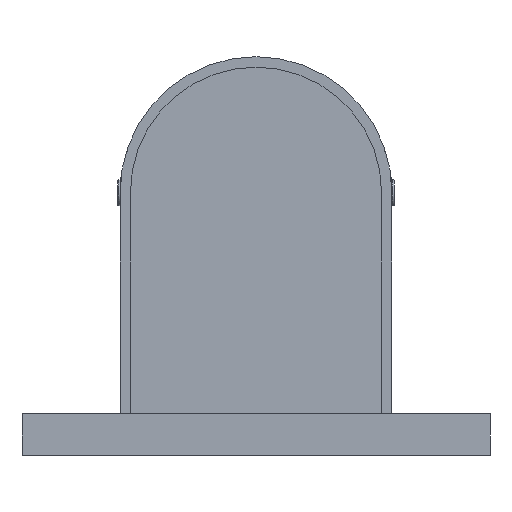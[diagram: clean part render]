
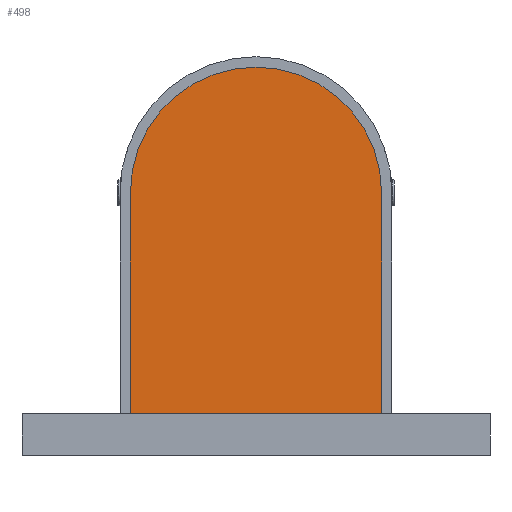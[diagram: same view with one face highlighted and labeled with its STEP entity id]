
A CAD part, front view. The second image highlights one B-rep face of the part: STEP entity #498.
In plain terms, the highlighted planar face has unit normal (0, -1, 0).
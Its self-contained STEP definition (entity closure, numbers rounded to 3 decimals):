
#211 = EDGE_CURVE ( 'NONE', #2064, #2415, #1554, .T. ) ;
#226 = DIRECTION ( 'NONE',  ( 0., -1., 0. ) ) ;
#325 = LINE ( 'NONE', #2416, #2392 ) ;
#390 = DIRECTION ( 'NONE',  ( 0., 0., 1. ) ) ;
#430 = ORIENTED_EDGE ( 'NONE', *, *, #653, .T. ) ;
#445 = DIRECTION ( 'NONE',  ( 0., 0., 1. ) ) ;
#446 = CARTESIAN_POINT ( 'NONE',  ( -24.15, -67.789, 74.65 ) ) ;
#498 = ADVANCED_FACE ( 'NONE', ( #1840 ), #1061, .F. ) ;
#541 = CARTESIAN_POINT ( 'NONE',  ( 24.15, -67.789, 8. ) ) ;
#611 = VERTEX_POINT ( 'NONE', #2129 ) ;
#647 = EDGE_CURVE ( 'NONE', #1859, #838, #1756, .T. ) ;
#653 = EDGE_CURVE ( 'NONE', #2415, #611, #2310, .T. ) ;
#719 = AXIS2_PLACEMENT_3D ( 'NONE', #1495, #2070, #1304 ) ;
#816 = EDGE_CURVE ( 'NONE', #611, #1859, #1257, .T. ) ;
#838 = VERTEX_POINT ( 'NONE', #541 ) ;
#1004 = AXIS2_PLACEMENT_3D ( 'NONE', #2163, #1049, #445 ) ;
#1049 = DIRECTION ( 'NONE',  ( 0., 1., 0. ) ) ;
#1061 = PLANE ( 'NONE',  #1004 ) ;
#1161 = ORIENTED_EDGE ( 'NONE', *, *, #816, .T. ) ;
#1206 = DIRECTION ( 'NONE',  ( 1., 0., 0. ) ) ;
#1257 = LINE ( 'NONE', #446, #1945 ) ;
#1266 = CARTESIAN_POINT ( 'NONE',  ( -24.15, -67.789, 8. ) ) ;
#1278 = ORIENTED_EDGE ( 'NONE', *, *, #211, .T. ) ;
#1304 = DIRECTION ( 'NONE',  ( 0., 0., 1. ) ) ;
#1399 = CARTESIAN_POINT ( 'NONE',  ( -24.15, -67.789, 8. ) ) ;
#1406 = CARTESIAN_POINT ( 'NONE',  ( 24.15, -67.789, 50.5 ) ) ;
#1437 = AXIS2_PLACEMENT_3D ( 'NONE', #2153, #226, #390 ) ;
#1440 = ORIENTED_EDGE ( 'NONE', *, *, #647, .T. ) ;
#1495 = CARTESIAN_POINT ( 'NONE',  ( 0., -67.789, 50.5 ) ) ;
#1554 = CIRCLE ( 'NONE', #719, 24.15 ) ;
#1623 = VECTOR ( 'NONE', #1206, 1000. ) ;
#1721 = EDGE_CURVE ( 'NONE', #2064, #838, #325, .T. ) ;
#1756 = LINE ( 'NONE', #1399, #1623 ) ;
#1836 = EDGE_LOOP ( 'NONE', ( #2222, #1278, #430, #1161, #1440 ) ) ;
#1840 = FACE_OUTER_BOUND ( 'NONE', #1836, .T. ) ;
#1859 = VERTEX_POINT ( 'NONE', #1266 ) ;
#1945 = VECTOR ( 'NONE', #2366, 1000. ) ;
#2064 = VERTEX_POINT ( 'NONE', #1406 ) ;
#2070 = DIRECTION ( 'NONE',  ( 0., -1., 0. ) ) ;
#2129 = CARTESIAN_POINT ( 'NONE',  ( -24.15, -67.789, 50.5 ) ) ;
#2153 = CARTESIAN_POINT ( 'NONE',  ( 0., -67.789, 50.5 ) ) ;
#2163 = CARTESIAN_POINT ( 'NONE',  ( -24.15, -67.789, 74.65 ) ) ;
#2222 = ORIENTED_EDGE ( 'NONE', *, *, #1721, .F. ) ;
#2261 = DIRECTION ( 'NONE',  ( 0., 0., -1. ) ) ;
#2310 = CIRCLE ( 'NONE', #1437, 24.15 ) ;
#2339 = CARTESIAN_POINT ( 'NONE',  ( 0., -67.789, 74.65 ) ) ;
#2366 = DIRECTION ( 'NONE',  ( 0., 0., -1. ) ) ;
#2392 = VECTOR ( 'NONE', #2261, 1000. ) ;
#2415 = VERTEX_POINT ( 'NONE', #2339 ) ;
#2416 = CARTESIAN_POINT ( 'NONE',  ( 24.15, -67.789, 74.65 ) ) ;
